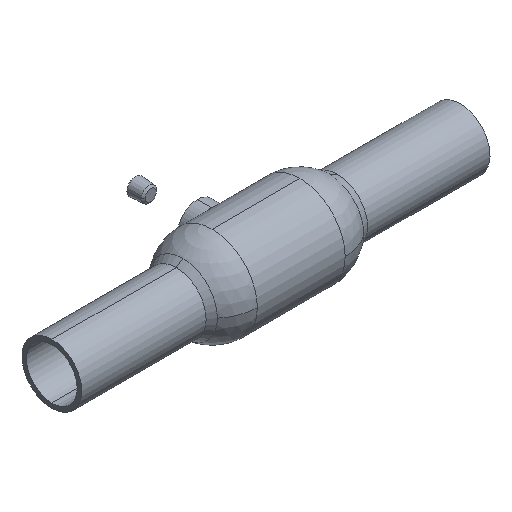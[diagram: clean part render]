
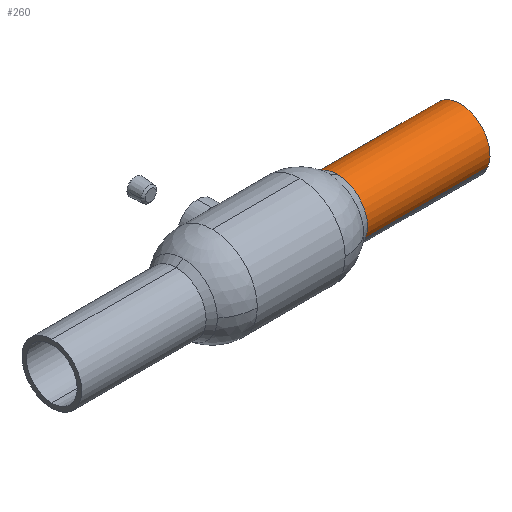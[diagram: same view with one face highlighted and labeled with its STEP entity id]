
A CAD part, isometric view. The second image highlights one B-rep face of the part: STEP entity #260.
In plain terms, the highlighted cylindrical face has radius 16.85 mm (diameter 33.7 mm), a partial arc.
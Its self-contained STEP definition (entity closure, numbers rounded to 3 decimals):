
#195 = EDGE_CURVE ( 'NONE', #297, #196, #2061, .T. ) ;
#196 = VERTEX_POINT ( 'NONE', #2072 ) ;
#199 = VERTEX_POINT ( 'NONE', #2048 ) ;
#257 = EDGE_CURVE ( 'NONE', #296, #199, #2683, .T. ) ;
#260 = ADVANCED_FACE ( 'NONE', ( #2679 ), #2623, .T. ) ;
#261 = EDGE_LOOP ( 'NONE', ( #262, #554, #404, #405 ) ) ;
#262 = ORIENTED_EDGE ( 'NONE', *, *, #195, .F. ) ;
#296 = VERTEX_POINT ( 'NONE', #2971 ) ;
#297 = VERTEX_POINT ( 'NONE', #3048 ) ;
#404 = ORIENTED_EDGE ( 'NONE', *, *, #257, .T. ) ;
#405 = ORIENTED_EDGE ( 'NONE', *, *, #479, .F. ) ;
#479 = EDGE_CURVE ( 'NONE', #196, #199, #3498, .T. ) ;
#554 = ORIENTED_EDGE ( 'NONE', *, *, #555, .T. ) ;
#555 = EDGE_CURVE ( 'NONE', #297, #296, #3822, .T. ) ;
#2046 = VECTOR ( 'NONE', #2073, 1000. ) ;
#2047 = CARTESIAN_POINT ( 'NONE',  ( 115.104, 15.573, 6.434 ) ) ;
#2048 = CARTESIAN_POINT ( 'NONE',  ( 115.104, -15.573, -6.434 ) ) ;
#2061 = LINE ( 'NONE', #2047, #2046 ) ;
#2072 = CARTESIAN_POINT ( 'NONE',  ( 115.104, 15.573, 6.434 ) ) ;
#2073 = DIRECTION ( 'NONE',  ( 1., 0., 0. ) ) ;
#2618 = DIRECTION ( 'NONE',  ( 1., 0., 0. ) ) ;
#2619 = CARTESIAN_POINT ( 'NONE',  ( 115.104, 0., 0. ) ) ;
#2620 = AXIS2_PLACEMENT_3D ( 'NONE', #2619, #2618, #2662 ) ;
#2623 = CYLINDRICAL_SURFACE ( 'NONE', #2620, 16.85 ) ;
#2662 = DIRECTION ( 'NONE',  ( 0., -0.924, -0.382 ) ) ;
#2679 = FACE_OUTER_BOUND ( 'NONE', #261, .T. ) ;
#2680 = DIRECTION ( 'NONE',  ( 1., 0., 0. ) ) ;
#2681 = VECTOR ( 'NONE', #2680, 1000. ) ;
#2682 = CARTESIAN_POINT ( 'NONE',  ( 115.104, -15.573, -6.434 ) ) ;
#2683 = LINE ( 'NONE', #2682, #2681 ) ;
#2971 = CARTESIAN_POINT ( 'NONE',  ( 31.992, -15.573, -6.434 ) ) ;
#3048 = CARTESIAN_POINT ( 'NONE',  ( 31.992, 15.573, 6.434 ) ) ;
#3444 = CARTESIAN_POINT ( 'NONE',  ( 115.104, 0., 0. ) ) ;
#3464 = DIRECTION ( 'NONE',  ( 0., -0.924, -0.382 ) ) ;
#3471 = DIRECTION ( 'NONE',  ( 1., 0., 0. ) ) ;
#3472 = AXIS2_PLACEMENT_3D ( 'NONE', #3444, #3471, #3464 ) ;
#3498 = CIRCLE ( 'NONE', #3472, 16.85 ) ;
#3631 = DIRECTION ( 'NONE',  ( 0., -0.924, -0.382 ) ) ;
#3737 = DIRECTION ( 'NONE',  ( 1., 0., 0. ) ) ;
#3738 = CARTESIAN_POINT ( 'NONE',  ( 31.992, 0., 0. ) ) ;
#3822 = CIRCLE ( 'NONE', #3823, 16.85 ) ;
#3823 = AXIS2_PLACEMENT_3D ( 'NONE', #3738, #3737, #3631 ) ;
